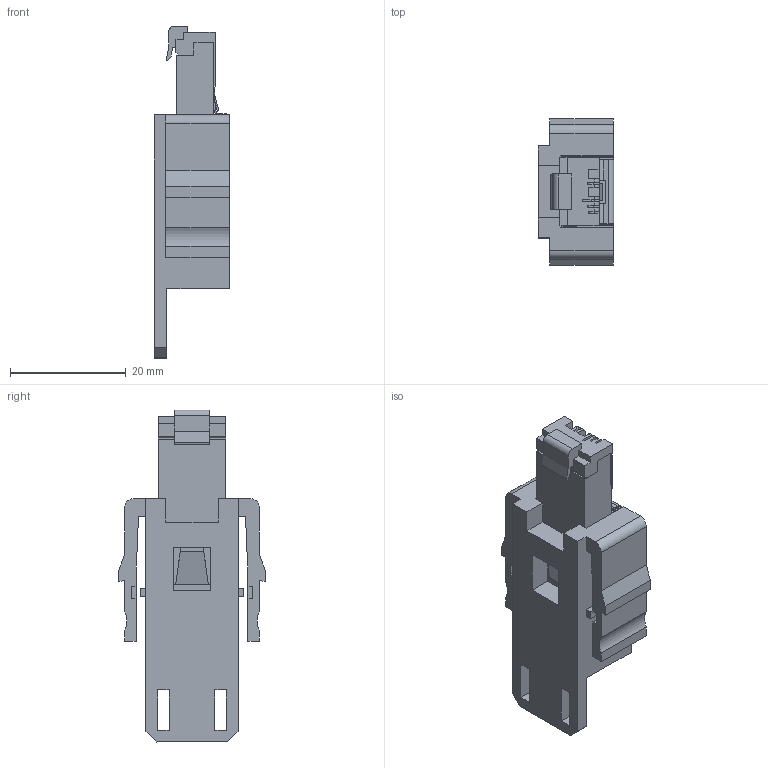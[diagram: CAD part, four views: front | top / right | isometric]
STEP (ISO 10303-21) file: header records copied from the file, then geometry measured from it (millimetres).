
FILE_DESCRIPTION(/* description */ (''),/* implementation_level */ '2;1');
FILE_NAME(/* name */ '100776304ugm000_b.stp',/* time_stamp */ '2019-03-26T14:12:31+01:00',/* author */ (''),/* organization */ (''),/* preprocessor_version */ 'ST-DEVELOPER v16.7',/* originating_system */ 'SIEMENS PLM Software NX 12.0',/* authorisation */ '');
FILE_SCHEMA (('AUTOMOTIVE_DESIGN { 1 0 10303 214 3 1 1 1 }'));
Length unit declared in the file: millimetre
Products named in the file (1): 100776304ugm000_b
Bounding box: 13.07 x 25.3 x 57.35 mm (x, y, z)
Volume: 7163.7 mm3; surface area: 6321.8 mm2
Topology: 1 solids, 1 shells, 423 faces, 1385 edges, 1146 vertices
Faces by surface type: plane 350, cylinder 67, bspline 4, extrusion 2
Full cylindrical faces by diameter (mm): 0.342 x1, 0.404 x1
Entity records: 18048 total; most frequent: CARTESIAN_POINT 3081, ORIENTED_EDGE 2418, DIRECTION 2341, EDGE_CURVE 1209, VECTOR 1197, LINE 1195, VERTEX_POINT 801, AXIS2_PLACEMENT_3D 572
